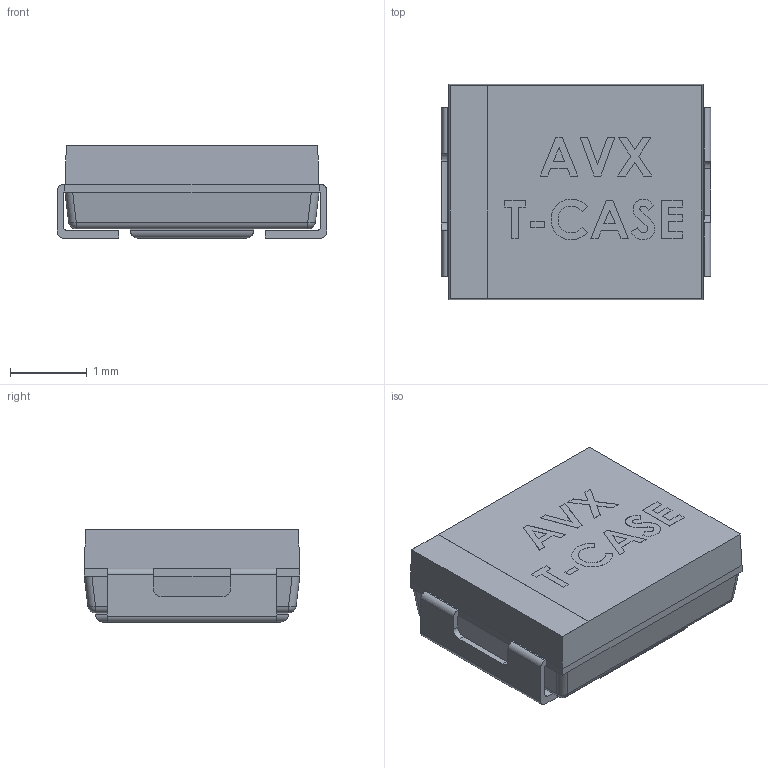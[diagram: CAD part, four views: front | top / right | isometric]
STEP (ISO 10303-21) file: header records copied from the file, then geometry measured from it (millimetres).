
FILE_DESCRIPTION (( 'STEP AP214' ), '1' );
FILE_NAME ('User Library-AVX-T_case.STEP', '2014-11-22T05:46:59', ( 'Windows User' ), ( '' ), 'SwSTEP 2.0', 'SolidWorks 2015', '' );
FILE_SCHEMA (( 'AUTOMOTIVE_DESIGN' ));
Length unit declared in the file: millimetre
Products named in the file (1): User Library-AVX-T_case
Bounding box: 3.5 x 2.8 x 1.2 mm (x, y, z)
Volume: 10.7 mm3; surface area: 62 mm2
Topology: 4 solids, 4 shells, 193 faces, 490 edges, 316 vertices
Faces by surface type: plane 143, cylinder 24, bspline 22, sphere 4
Entity records: 8554 total; most frequent: CARTESIAN_POINT 2350, ORIENTED_EDGE 980, DIRECTION 818, EDGE_CURVE 490, VECTOR 398, LINE 398, VERTEX_POINT 316, AXIS2_PLACEMENT_3D 210
